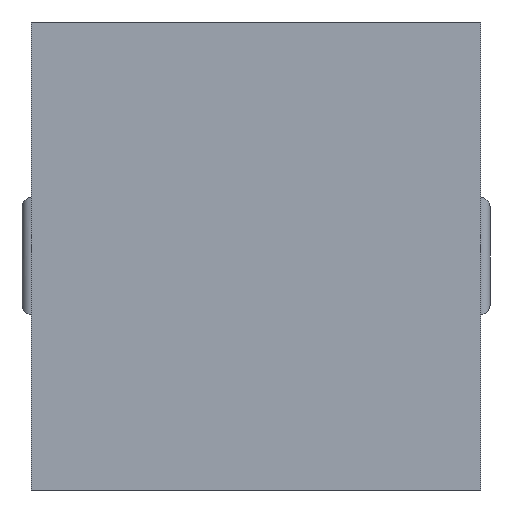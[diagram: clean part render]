
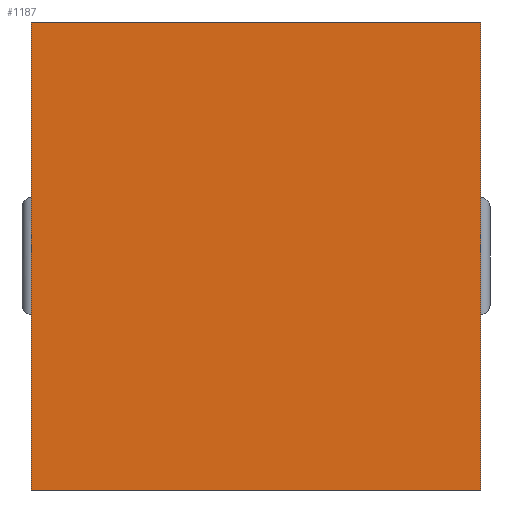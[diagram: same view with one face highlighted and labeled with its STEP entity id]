
A CAD part, front view. The second image highlights one B-rep face of the part: STEP entity #1187.
In plain terms, the highlighted planar face has unit normal (0, -1, 0).
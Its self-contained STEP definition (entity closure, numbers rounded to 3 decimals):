
#54 = ORIENTED_EDGE ( 'NONE', *, *, #2516, .T. ) ;
#92 = LINE ( 'NONE', #2879, #2653 ) ;
#199 = DIRECTION ( 'NONE',  ( 0., 0., 1. ) ) ;
#370 = EDGE_CURVE ( 'NONE', #2666, #2720, #92, .T. ) ;
#572 = FACE_OUTER_BOUND ( 'NONE', #794, .T. ) ;
#738 = CARTESIAN_POINT ( 'NONE',  ( 0., 0., 7.4 ) ) ;
#794 = EDGE_LOOP ( 'NONE', ( #811, #1628, #1107, #54 ) ) ;
#811 = ORIENTED_EDGE ( 'NONE', *, *, #2141, .T. ) ;
#1076 = VERTEX_POINT ( 'NONE', #1353 ) ;
#1107 = ORIENTED_EDGE ( 'NONE', *, *, #370, .F. ) ;
#1108 = DIRECTION ( 'NONE',  ( 1., 0., 0. ) ) ;
#1159 = CARTESIAN_POINT ( 'NONE',  ( 7.1, 0., 7.4 ) ) ;
#1187 = ADVANCED_FACE ( 'NONE', ( #572 ), #1973, .F. ) ;
#1240 = AXIS2_PLACEMENT_3D ( 'NONE', #1730, #2754, #199 ) ;
#1353 = CARTESIAN_POINT ( 'NONE',  ( 7.1, 0., 0. ) ) ;
#1388 = CARTESIAN_POINT ( 'NONE',  ( 0., 0., 7.4 ) ) ;
#1628 = ORIENTED_EDGE ( 'NONE', *, *, #2101, .F. ) ;
#1637 = DIRECTION ( 'NONE',  ( 0., 0., -1. ) ) ;
#1730 = CARTESIAN_POINT ( 'NONE',  ( 0., 0., 7.4 ) ) ;
#1765 = VECTOR ( 'NONE', #1108, 1000. ) ;
#1847 = DIRECTION ( 'NONE',  ( 1., 0., 0. ) ) ;
#1973 = PLANE ( 'NONE',  #1240 ) ;
#1996 = VECTOR ( 'NONE', #2549, 1000. ) ;
#2101 = EDGE_CURVE ( 'NONE', #2720, #1076, #3283, .T. ) ;
#2141 = EDGE_CURVE ( 'NONE', #2663, #1076, #2652, .T. ) ;
#2407 = CARTESIAN_POINT ( 'NONE',  ( 7.1, 0., 7.4 ) ) ;
#2516 = EDGE_CURVE ( 'NONE', #2666, #2663, #2939, .T. ) ;
#2549 = DIRECTION ( 'NONE',  ( 0., 0., -1. ) ) ;
#2652 = LINE ( 'NONE', #2673, #1765 ) ;
#2653 = VECTOR ( 'NONE', #1847, 1000. ) ;
#2663 = VERTEX_POINT ( 'NONE', #2976 ) ;
#2666 = VERTEX_POINT ( 'NONE', #1388 ) ;
#2673 = CARTESIAN_POINT ( 'NONE',  ( 0., 0., 0. ) ) ;
#2720 = VERTEX_POINT ( 'NONE', #1159 ) ;
#2754 = DIRECTION ( 'NONE',  ( 0., 1., 0. ) ) ;
#2879 = CARTESIAN_POINT ( 'NONE',  ( 0., 0., 7.4 ) ) ;
#2939 = LINE ( 'NONE', #738, #1996 ) ;
#2976 = CARTESIAN_POINT ( 'NONE',  ( 0., 0., 0. ) ) ;
#3075 = VECTOR ( 'NONE', #1637, 1000. ) ;
#3283 = LINE ( 'NONE', #2407, #3075 ) ;
